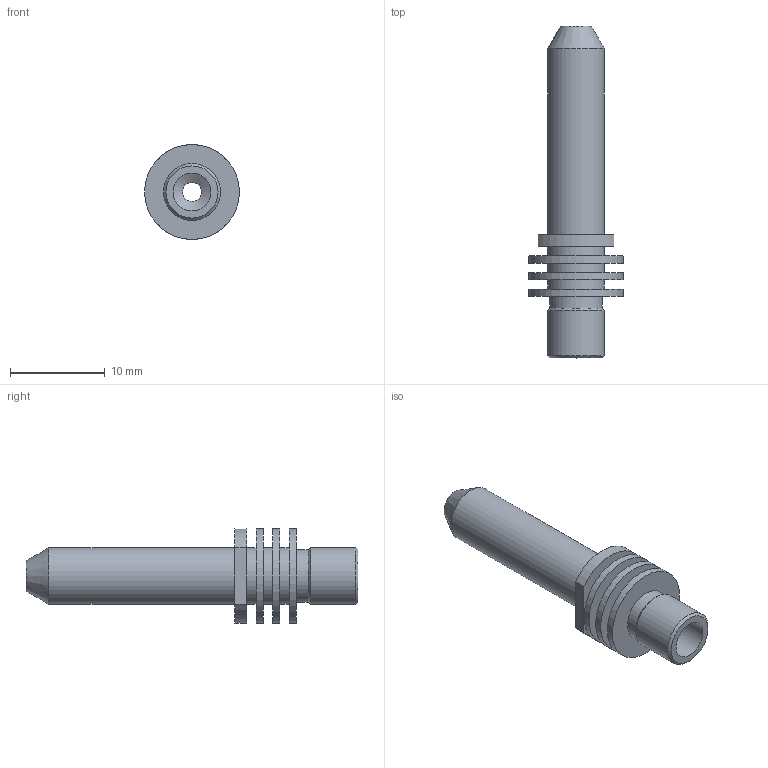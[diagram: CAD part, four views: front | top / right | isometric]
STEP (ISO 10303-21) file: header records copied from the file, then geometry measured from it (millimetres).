
FILE_DESCRIPTION(/* description */ ('HOT END TORNILLO'),/* implementation_level */ '2;1');
FILE_NAME(/* name */ 'C04H030007-Hotend-main-tube.stp',/* time_stamp */ '2014-12-22T14:46:33+01:00',/* author */ ('MARCHA TECHNOLOGY'),/* organization */ ('MARCHA TECHNOLOGY'),/* preprocessor_version */ 'ST-DEVELOPER v15.6',/* originating_system */ 'Autodesk Inventor 2015',/* authorisation */ '');
FILE_SCHEMA (('CONFIG_CONTROL_DESIGN'));
Length unit declared in the file: millimetre
Products named in the file (1): C04H030007-Hotend-main-tube
Bounding box: 10 x 35 x 10 mm (x, y, z)
Volume: 715.3 mm3; surface area: 1525.8 mm2
Topology: 1 solids, 1 shells, 30 faces, 53 edges, 33 vertices
Faces by surface type: cylinder 13, plane 12, cone 5
Full cylindrical faces by diameter (mm): 2 x1, 4 x1, 5.5 x1, 6 x5, 10 x3
Entity records: 678 total; most frequent: DIRECTION 128, CARTESIAN_POINT 101, ORIENTED_EDGE 74, AXIS2_PLACEMENT_3D 60, EDGE_LOOP 56, EDGE_CURVE 37, VERTEX_POINT 33, FACE_OUTER_BOUND 30
